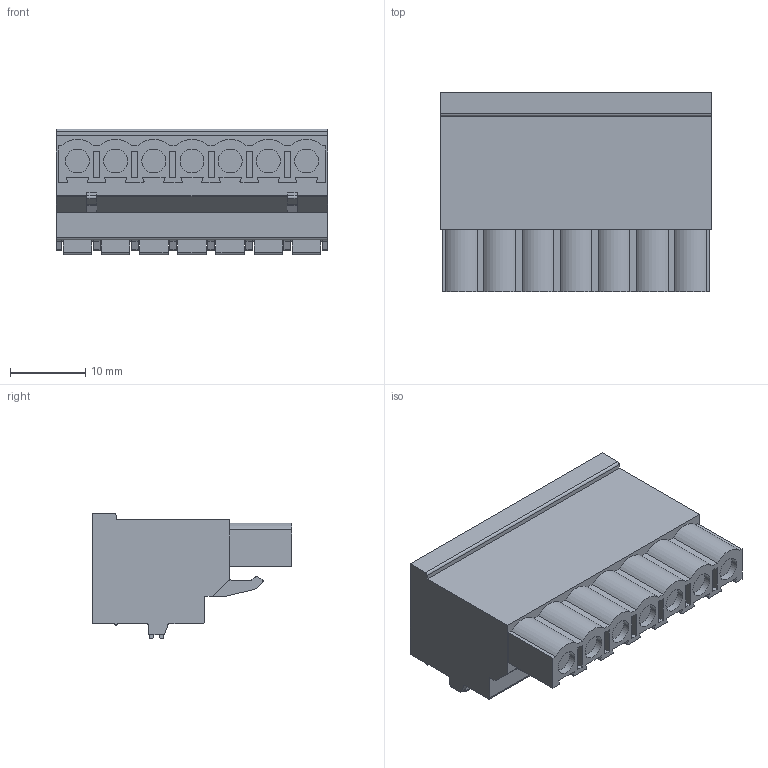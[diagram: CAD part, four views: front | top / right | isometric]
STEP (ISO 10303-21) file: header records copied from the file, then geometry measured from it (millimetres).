
FILE_DESCRIPTION((''),'2;1');
FILE_NAME('3333','2024-09-27T11:13:26',('tluser'),(''),'CREO PARAMETRIC BY PTC INC, 2018100','CREO PARAMETRIC BY PTC INC, 2018100','');
FILE_SCHEMA(('CONFIG_CONTROL_DESIGN'));
Length unit declared in the file: millimetre
Products named in the file (1): 3333
Bounding box: 36.18 x 26.6 x 16.71 mm (x, y, z)
Volume: 10008.6 mm3; surface area: 4384.4 mm2
Topology: 1 solids, 1 shells, 418 faces, 1089 edges, 726 vertices
Faces by surface type: plane 280, cylinder 138
Entity records: 12847 total; most frequent: CARTESIAN_POINT 2233, DIRECTION 2201, ORIENTED_EDGE 2178, EDGE_CURVE 1089, VECTOR 813, LINE 813, VERTEX_POINT 726, AXIS2_PLACEMENT_3D 694
